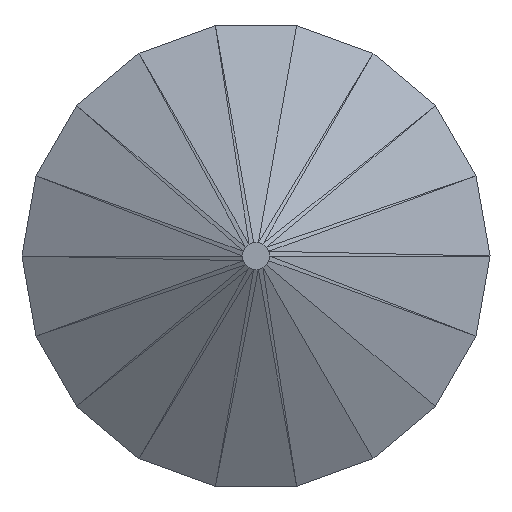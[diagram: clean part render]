
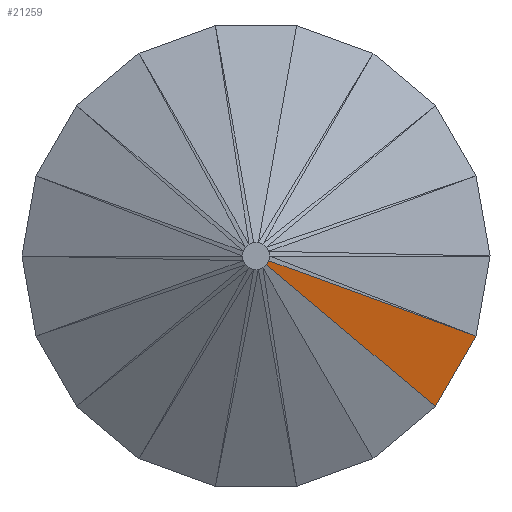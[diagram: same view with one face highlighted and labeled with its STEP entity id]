
A CAD part, front view. The second image highlights one B-rep face of the part: STEP entity #21259.
In plain terms, the highlighted planar face has unit normal (0.456, -0.85, -0.263).
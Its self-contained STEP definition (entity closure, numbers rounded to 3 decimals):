
#13153 = VERTEX_POINT('',#13154);
#13154 = CARTESIAN_POINT('',(0.256,0.197,
    -0.215));
#13163 = PLANE('',#13164);
#13164 = AXIS2_PLACEMENT_3D('',#13165,#13166,#13167);
#13165 = CARTESIAN_POINT('',(0.291,0.214,
    -0.155));
#13166 = DIRECTION('',(0.866,0.,-0.5
    ));
#13167 = DIRECTION('',(0.5,0.,0.866
    ));
#13187 = VERTEX_POINT('',#13188);
#13188 = CARTESIAN_POINT('',(0.314,0.197,
    -0.114));
#13214 = EDGE_CURVE('',#13187,#13153,#13215,.T.);
#13215 = SURFACE_CURVE('',#13216,(#13220,#13227),.PCURVE_S1.);
#13216 = LINE('',#13217,#13218);
#13217 = CARTESIAN_POINT('',(0.314,0.197,
    -0.114));
#13218 = VECTOR('',#13219,1.);
#13219 = DIRECTION('',(-0.5,0.,-0.866));
#13220 = PCURVE('',#13163,#13221);
#13221 = DEFINITIONAL_REPRESENTATION('',(#13222),#13226);
#13222 = LINE('',#13223,#13224);
#13223 = CARTESIAN_POINT('',(0.047,0.017));
#13224 = VECTOR('',#13225,1.);
#13225 = DIRECTION('',(-1.,0.));
#13226 = ( GEOMETRIC_REPRESENTATION_CONTEXT(2) 
PARAMETRIC_REPRESENTATION_CONTEXT() REPRESENTATION_CONTEXT('2D SPACE',''
  ) );
#13227 = PCURVE('',#13228,#13233);
#13228 = PLANE('',#13229);
#13229 = AXIS2_PLACEMENT_3D('',#13230,#13231,#13232);
#13230 = CARTESIAN_POINT('',(0.168,0.113,
    -0.097));
#13231 = DIRECTION('',(0.456,-0.85,-0.263));
#13232 = DIRECTION('',(-0.881,-0.472,0.));
#13233 = DEFINITIONAL_REPRESENTATION('',(#13234),#13238);
#13234 = LINE('',#13235,#13236);
#13235 = CARTESIAN_POINT('',(-0.169,0.018));
#13236 = VECTOR('',#13237,1.);
#13237 = DIRECTION('',(0.441,0.898));
#13238 = ( GEOMETRIC_REPRESENTATION_CONTEXT(2) 
PARAMETRIC_REPRESENTATION_CONTEXT() REPRESENTATION_CONTEXT('2D SPACE',''
  ) );
#13342 = PLANE('',#13343);
#13343 = AXIS2_PLACEMENT_3D('',#13344,#13345,#13346);
#13344 = CARTESIAN_POINT('',(0.125,0.113,
    -0.149));
#13345 = DIRECTION('',(0.338,-0.85,-0.403));
#13346 = DIRECTION('',(0.,0.428,-0.904
    ));
#13508 = PLANE('',#13509);
#13509 = AXIS2_PLACEMENT_3D('',#13510,#13511,#13512);
#13510 = CARTESIAN_POINT('',(0.165,0.1,
    -0.058));
#13511 = DIRECTION('',(0.518,-0.85,-0.091
    ));
#13512 = DIRECTION('',(-0.854,-0.52,
    0.));
#13532 = VERTEX_POINT('',#13533);
#13533 = CARTESIAN_POINT('',(0.019,0.005,
    -0.007));
#13546 = PLANE('',#13547);
#13547 = AXIS2_PLACEMENT_3D('',#13548,#13549,#13550);
#13548 = CARTESIAN_POINT('',(0.,0.005,
    0.));
#13549 = DIRECTION('',(-0.,-1.,-0.));
#13550 = DIRECTION('',(0.,0.,-1.));
#13558 = EDGE_CURVE('',#13187,#13532,#13559,.T.);
#13559 = SURFACE_CURVE('',#13560,(#13564,#13570),.PCURVE_S1.);
#13560 = LINE('',#13561,#13562);
#13561 = CARTESIAN_POINT('',(0.314,0.197,
    -0.114));
#13562 = VECTOR('',#13563,1.);
#13563 = DIRECTION('',(-0.802,-0.52,0.292));
#13564 = PCURVE('',#13508,#13565);
#13565 = DEFINITIONAL_REPRESENTATION('',(#13566),#13569);
#13566 = B_SPLINE_CURVE_WITH_KNOTS('',1,(#13567,#13568),.UNSPECIFIED.,
  .F.,.F.,(2,2),(0.,0.369),.PIECEWISE_BEZIER_KNOTS.);
#13567 = CARTESIAN_POINT('',(-0.178,0.056));
#13568 = CARTESIAN_POINT('',(0.175,-0.052));
#13569 = ( GEOMETRIC_REPRESENTATION_CONTEXT(2) 
PARAMETRIC_REPRESENTATION_CONTEXT() REPRESENTATION_CONTEXT('2D SPACE',''
  ) );
#13570 = PCURVE('',#13228,#13571);
#13571 = DEFINITIONAL_REPRESENTATION('',(#13572),#13576);
#13572 = LINE('',#13573,#13574);
#13573 = CARTESIAN_POINT('',(-0.169,0.018));
#13574 = VECTOR('',#13575,1.);
#13575 = DIRECTION('',(0.953,-0.303));
#13576 = ( GEOMETRIC_REPRESENTATION_CONTEXT(2) 
PARAMETRIC_REPRESENTATION_CONTEXT() REPRESENTATION_CONTEXT('2D SPACE',''
  ) );
#14494 = VERTEX_POINT('',#14495);
#14495 = CARTESIAN_POINT('',(0.015,0.005,
    -0.013));
#14516 = EDGE_CURVE('',#14494,#13532,#14517,.T.);
#14517 = SURFACE_CURVE('',#14518,(#14522,#14529),.PCURVE_S1.);
#14518 = LINE('',#14519,#14520);
#14519 = CARTESIAN_POINT('',(0.015,0.005,
    -0.013));
#14520 = VECTOR('',#14521,1.);
#14521 = DIRECTION('',(0.5,0.,0.866));
#14522 = PCURVE('',#13546,#14523);
#14523 = DEFINITIONAL_REPRESENTATION('',(#14524),#14528);
#14524 = LINE('',#14525,#14526);
#14525 = CARTESIAN_POINT('',(0.013,0.015));
#14526 = VECTOR('',#14527,1.);
#14527 = DIRECTION('',(-0.866,0.5));
#14528 = ( GEOMETRIC_REPRESENTATION_CONTEXT(2) 
PARAMETRIC_REPRESENTATION_CONTEXT() REPRESENTATION_CONTEXT('2D SPACE',''
  ) );
#14529 = PCURVE('',#13228,#14530);
#14530 = DEFINITIONAL_REPRESENTATION('',(#14531),#14535);
#14531 = LINE('',#14532,#14533);
#14532 = CARTESIAN_POINT('',(0.186,-0.088));
#14533 = VECTOR('',#14534,1.);
#14534 = DIRECTION('',(-0.441,-0.898));
#14535 = ( GEOMETRIC_REPRESENTATION_CONTEXT(2) 
PARAMETRIC_REPRESENTATION_CONTEXT() REPRESENTATION_CONTEXT('2D SPACE',''
  ) );
#21239 = EDGE_CURVE('',#13153,#14494,#21240,.T.);
#21240 = SURFACE_CURVE('',#21241,(#21245,#21252),.PCURVE_S1.);
#21241 = LINE('',#21242,#21243);
#21242 = CARTESIAN_POINT('',(0.256,0.197,
    -0.215));
#21243 = VECTOR('',#21244,1.);
#21244 = DIRECTION('',(-0.654,-0.52,0.549));
#21245 = PCURVE('',#13342,#21246);
#21246 = DEFINITIONAL_REPRESENTATION('',(#21247),#21251);
#21247 = LINE('',#21248,#21249);
#21248 = CARTESIAN_POINT('',(0.096,0.14));
#21249 = VECTOR('',#21250,1.);
#21250 = DIRECTION('',(-0.719,-0.695));
#21251 = ( GEOMETRIC_REPRESENTATION_CONTEXT(2) 
PARAMETRIC_REPRESENTATION_CONTEXT() REPRESENTATION_CONTEXT('2D SPACE',''
  ) );
#21252 = PCURVE('',#13228,#21253);
#21253 = DEFINITIONAL_REPRESENTATION('',(#21254),#21258);
#21254 = LINE('',#21255,#21256);
#21255 = CARTESIAN_POINT('',(-0.117,0.122));
#21256 = VECTOR('',#21257,1.);
#21257 = DIRECTION('',(0.822,-0.569));
#21258 = ( GEOMETRIC_REPRESENTATION_CONTEXT(2) 
PARAMETRIC_REPRESENTATION_CONTEXT() REPRESENTATION_CONTEXT('2D SPACE',''
  ) );
#21259 = ADVANCED_FACE('',(#21260),#13228,.T.);
#21260 = FACE_BOUND('',#21261,.T.);
#21261 = EDGE_LOOP('',(#21262,#21263,#21264,#21265));
#21262 = ORIENTED_EDGE('',*,*,#14516,.F.);
#21263 = ORIENTED_EDGE('',*,*,#21239,.F.);
#21264 = ORIENTED_EDGE('',*,*,#13214,.F.);
#21265 = ORIENTED_EDGE('',*,*,#13558,.T.);
